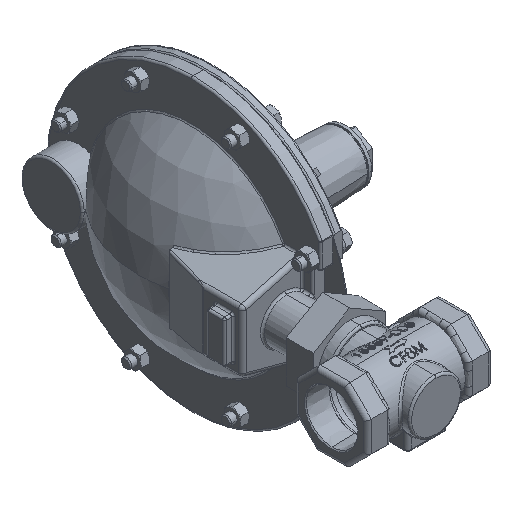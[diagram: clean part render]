
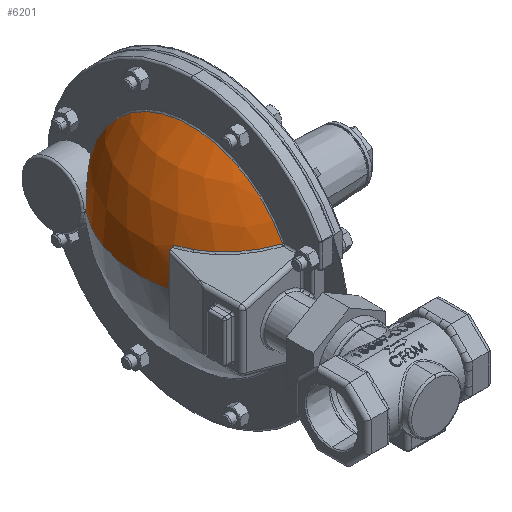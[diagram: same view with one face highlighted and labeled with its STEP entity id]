
A CAD part, isometric view. The second image highlights one B-rep face of the part: STEP entity #6201.
In plain terms, the highlighted spherical face has radius 101.6 mm.
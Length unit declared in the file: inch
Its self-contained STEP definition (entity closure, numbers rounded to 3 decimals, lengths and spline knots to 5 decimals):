
#246 = EDGE_CURVE ( 'NONE', #38076, #27735, #42355, .T. ) ;
#279 = AXIS2_PLACEMENT_3D ( 'NONE', #35336, #35164, #7466 ) ;
#1095 = CARTESIAN_POINT ( 'NONE',  ( 3.95467, 8.02464, 2.98044 ) ) ;
#1447 = CIRCLE ( 'NONE', #12682, 4. ) ;
#1476 = DIRECTION ( 'NONE',  ( 0., 0., 1. ) ) ;
#3071 = CARTESIAN_POINT ( 'NONE',  ( 0.96214, 11.49152, 3.39717 ) ) ;
#3152 = EDGE_CURVE ( 'NONE', #27370, #27270, #1447, .T. ) ;
#3238 = CARTESIAN_POINT ( 'NONE',  ( 0.85398, 11.39664, 2.99444 ) ) ;
#5097 = DIRECTION ( 'NONE',  ( 0., 0., -1. ) ) ;
#5812 = ORIENTED_EDGE ( 'NONE', *, *, #11826, .F. ) ;
#6201 = ADVANCED_FACE ( 'NONE', ( #14060 ), #34986, .T. ) ;
#6937 = CARTESIAN_POINT ( 'NONE',  ( 1.55861, 11.95361, 3.84533 ) ) ;
#6951 = CIRCLE ( 'NONE', #28977, 3.20295 ) ;
#7112 = CARTESIAN_POINT ( 'NONE',  ( 0.91266, 11.44847, 3.29024 ) ) ;
#7466 = DIRECTION ( 'NONE',  ( 0.966, 0., 0.259 ) ) ;
#7700 = CARTESIAN_POINT ( 'NONE',  ( 0.04494, 8.02464, 2.98044 ) ) ;
#9613 = EDGE_CURVE ( 'NONE', #38076, #31354, #20998, .T. ) ;
#10914 = CARTESIAN_POINT ( 'NONE',  ( 1.26397, 11.73814, 3.71026 ) ) ;
#11079 = CARTESIAN_POINT ( 'NONE',  ( 0.89875, 11.43628, 3.25235 ) ) ;
#11155 = EDGE_CURVE ( 'NONE', #33070, #11317, #49031, .T. ) ;
#11317 = VERTEX_POINT ( 'NONE', #24171 ) ;
#11826 = EDGE_CURVE ( 'NONE', #31354, #27370, #48153, .T. ) ;
#12682 = AXIS2_PLACEMENT_3D ( 'NONE', #50637, #50458, #50119 ) ;
#12760 = AXIS2_PLACEMENT_3D ( 'NONE', #21208, #32889, #13415 ) ;
#13415 = DIRECTION ( 'NONE',  ( 0., 1., 0. ) ) ;
#14060 = FACE_OUTER_BOUND ( 'NONE', #38405, .T. ) ;
#14867 = CARTESIAN_POINT ( 'NONE',  ( 1.2059, 11.69271, 3.66988 ) ) ;
#15038 = CARTESIAN_POINT ( 'NONE',  ( 0.88257, 11.42202, 3.20026 ) ) ;
#17253 = CIRCLE ( 'NONE', #27693, 4. ) ;
#18840 = CARTESIAN_POINT ( 'NONE',  ( 1.11452, 11.61938, 3.59332 ) ) ;
#19006 = CARTESIAN_POINT ( 'NONE',  ( 0.86508, 11.40653, 3.11987 ) ) ;
#20998 = CIRCLE ( 'NONE', #49855, 3.90973 ) ;
#21208 = CARTESIAN_POINT ( 'NONE',  ( 3.95467, 8.86964, 2.98044 ) ) ;
#21363 = DIRECTION ( 'NONE',  ( 0., -1., 0. ) ) ;
#22452 = DIRECTION ( 'NONE',  ( -1., 0., 0. ) ) ;
#22829 = CARTESIAN_POINT ( 'NONE',  ( 1.04905, 11.56516, 3.52113 ) ) ;
#22993 = CARTESIAN_POINT ( 'NONE',  ( 0.85678, 11.39914, 3.05074 ) ) ;
#24012 = CARTESIAN_POINT ( 'NONE',  ( 1.55861, 6.01854, 4.43994 ) ) ;
#24042 = CARTESIAN_POINT ( 'NONE',  ( 0.20167, 8.02464, 4.07635 ) ) ;
#24171 = CARTESIAN_POINT ( 'NONE',  ( 0.85398, 11.39664, 2.98044 ) ) ;
#24301 = EDGE_CURVE ( 'NONE', #11317, #27270, #17253, .T. ) ;
#24513 = ORIENTED_EDGE ( 'NONE', *, *, #11155, .T. ) ;
#25176 = CARTESIAN_POINT ( 'NONE',  ( 3.95467, 8.86964, 2.98044 ) ) ;
#25469 = ORIENTED_EDGE ( 'NONE', *, *, #246, .T. ) ;
#26003 = ORIENTED_EDGE ( 'NONE', *, *, #24301, .T. ) ;
#26799 = CARTESIAN_POINT ( 'NONE',  ( 1.00367, 11.52693, 3.46126 ) ) ;
#26965 = CARTESIAN_POINT ( 'NONE',  ( 0.85432, 11.39695, 3.00848 ) ) ;
#27270 = VERTEX_POINT ( 'NONE', #50464 ) ;
#27370 = VERTEX_POINT ( 'NONE', #7700 ) ;
#27693 = AXIS2_PLACEMENT_3D ( 'NONE', #25176, #1476, #29149 ) ;
#27735 = VERTEX_POINT ( 'NONE', #24012 ) ;
#28763 = DIRECTION ( 'NONE',  ( 0., -1., 0. ) ) ;
#28977 = AXIS2_PLACEMENT_3D ( 'NONE', #46023, #22452, #50017 ) ;
#29149 = DIRECTION ( 'NONE',  ( 1., 0., 0. ) ) ;
#29827 = ORIENTED_EDGE ( 'NONE', *, *, #3152, .F. ) ;
#30737 = CARTESIAN_POINT ( 'NONE',  ( 0.93795, 11.47056, 3.35154 ) ) ;
#30900 = CARTESIAN_POINT ( 'NONE',  ( 0.85398, 11.39664, 2.98044 ) ) ;
#31354 = VERTEX_POINT ( 'NONE', #47459 ) ;
#32889 = DIRECTION ( 'NONE',  ( 0., 0., -1. ) ) ;
#33070 = VERTEX_POINT ( 'NONE', #37700 ) ;
#34501 = CARTESIAN_POINT ( 'NONE',  ( 1.28373, 11.75338, 3.72268 ) ) ;
#34659 = CARTESIAN_POINT ( 'NONE',  ( 0.90785, 11.44426, 3.27776 ) ) ;
#34986 = SPHERICAL_SURFACE ( 'NONE', #12760, 4. ) ;
#35164 = DIRECTION ( 'NONE',  ( -0.259, 0., 0.966 ) ) ;
#35336 = CARTESIAN_POINT ( 'NONE',  ( 3.42929, 8.86964, 4.94119 ) ) ;
#37700 = CARTESIAN_POINT ( 'NONE',  ( 1.55861, 11.95361, 3.84533 ) ) ;
#38076 = VERTEX_POINT ( 'NONE', #24042 ) ;
#38405 = EDGE_LOOP ( 'NONE', ( #29827, #5812, #49773, #25469, #47607, #24513, #26003 ) ) ;
#38455 = CARTESIAN_POINT ( 'NONE',  ( 1.22508, 11.70783, 3.68388 ) ) ;
#38626 = CARTESIAN_POINT ( 'NONE',  ( 0.89446, 11.43251, 3.23938 ) ) ;
#40898 = CARTESIAN_POINT ( 'NONE',  ( 1.46917, 11.89197, 3.81732 ) ) ;
#42282 = CARTESIAN_POINT ( 'NONE',  ( 1.38407, 11.82988, 3.78132 ) ) ;
#42355 = CIRCLE ( 'NONE', #279, 3.44666 ) ;
#42452 = CARTESIAN_POINT ( 'NONE',  ( 1.14983, 11.64809, 3.62564 ) ) ;
#42631 = CARTESIAN_POINT ( 'NONE',  ( 0.87589, 11.41611, 3.17376 ) ) ;
#44930 = CARTESIAN_POINT ( 'NONE',  ( 3.95467, 8.02464, 2.98044 ) ) ;
#46023 = CARTESIAN_POINT ( 'NONE',  ( 1.55861, 8.86964, 2.98044 ) ) ;
#46402 = CARTESIAN_POINT ( 'NONE',  ( 1.06499, 11.57845, 3.53981 ) ) ;
#46581 = CARTESIAN_POINT ( 'NONE',  ( 0.86096, 11.40285, 3.0925 ) ) ;
#47459 = CARTESIAN_POINT ( 'NONE',  ( 0.09088, 8.02464, 3.57804 ) ) ;
#47607 = ORIENTED_EDGE ( 'NONE', *, *, #48177, .T. ) ;
#48153 = CIRCLE ( 'NONE', #50224, 3.90973 ) ;
#48177 = EDGE_CURVE ( 'NONE', #27735, #33070, #6951, .T. ) ;
#48921 = DIRECTION ( 'NONE',  ( 0., 0., -1. ) ) ;
#49031 = B_SPLINE_CURVE_WITH_KNOTS ( 'NONE', 3,
 ( #6937, #40898, #42282, #34501, #10914, #38455, #14867, #42452, #18840, #46402, #22829, #50392, #26799, #3071, #30737, #7112, #34659, #11079, #38626, #15038, #42631, #19006, #46581, #22993, #50571, #26965, #3238, #30900 ),
 .UNSPECIFIED., .F., .F.,
 ( 4, 2, 2, 2, 2, 2, 2, 2, 2, 2, 2, 2, 2, 4 ),
 ( 0., 0.00847, 0.01059, 0.01271, 0.01694, 0.01906, 0.02118, 0.02541, 0.02647, 0.02753, 0.02965, 0.03176, 0.03282, 0.03388 ),
 .UNSPECIFIED. ) ;
#49773 = ORIENTED_EDGE ( 'NONE', *, *, #9613, .F. ) ;
#49855 = AXIS2_PLACEMENT_3D ( 'NONE', #44930, #21363, #48921 ) ;
#50017 = DIRECTION ( 'NONE',  ( 0., 0., -1. ) ) ;
#50119 = DIRECTION ( 'NONE',  ( 0., 1., 0. ) ) ;
#50224 = AXIS2_PLACEMENT_3D ( 'NONE', #1095, #28763, #5097 ) ;
#50392 = CARTESIAN_POINT ( 'NONE',  ( 1.01842, 11.53943, 3.48191 ) ) ;
#50458 = DIRECTION ( 'NONE',  ( 0., 0., -1. ) ) ;
#50464 = CARTESIAN_POINT ( 'NONE',  ( -0.04533, 8.86964, 2.98044 ) ) ;
#50571 = CARTESIAN_POINT ( 'NONE',  ( 0.85573, 11.3982, 3.03665 ) ) ;
#50637 = CARTESIAN_POINT ( 'NONE',  ( 3.95467, 8.86964, 2.98044 ) ) ;
